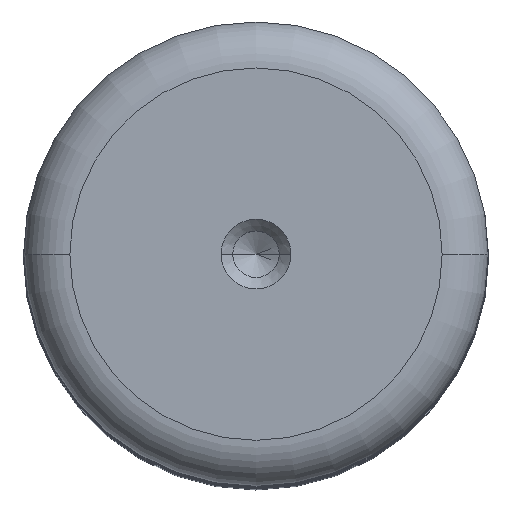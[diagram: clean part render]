
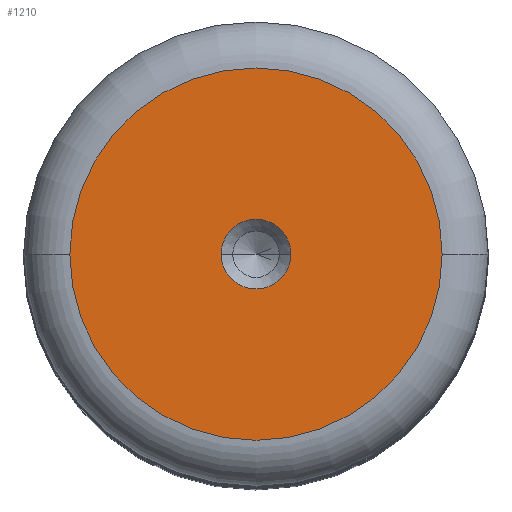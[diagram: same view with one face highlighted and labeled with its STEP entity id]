
A CAD part, top view. The second image highlights one B-rep face of the part: STEP entity #1210.
In plain terms, the highlighted planar face has unit normal (0, 0, 1).
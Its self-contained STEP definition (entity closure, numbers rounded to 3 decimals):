
#35 = ORIENTED_EDGE ( 'NONE', *, *, #1110, .F. ) ;
#76 = VERTEX_POINT ( 'NONE', #1218 ) ;
#233 = CARTESIAN_POINT ( 'NONE',  ( 0., 0., 80. ) ) ;
#263 = CARTESIAN_POINT ( 'NONE',  ( -8.013, 0., 80. ) ) ;
#264 = DIRECTION ( 'NONE',  ( 0., 0., 1. ) ) ;
#274 = DIRECTION ( 'NONE',  ( 0., 0., 1. ) ) ;
#285 = CARTESIAN_POINT ( 'NONE',  ( 0., 0., 80. ) ) ;
#303 = CARTESIAN_POINT ( 'NONE',  ( 0., 0., 80. ) ) ;
#418 = DIRECTION ( 'NONE',  ( 1., 0., 0. ) ) ;
#434 = ORIENTED_EDGE ( 'NONE', *, *, #1999, .T. ) ;
#476 = DIRECTION ( 'NONE',  ( 0., 0., 1. ) ) ;
#486 = FACE_OUTER_BOUND ( 'NONE', #1409, .T. ) ;
#496 = DIRECTION ( 'NONE',  ( 1., 0., 0. ) ) ;
#501 = VERTEX_POINT ( 'NONE', #1808 ) ;
#615 = VERTEX_POINT ( 'NONE', #263 ) ;
#653 = AXIS2_PLACEMENT_3D ( 'NONE', #303, #1603, #496 ) ;
#665 = ORIENTED_EDGE ( 'NONE', *, *, #2382, .F. ) ;
#669 = AXIS2_PLACEMENT_3D ( 'NONE', #1384, #274, #1571 ) ;
#749 = AXIS2_PLACEMENT_3D ( 'NONE', #1370, #264, #1558 ) ;
#831 = PLANE ( 'NONE',  #1230 ) ;
#886 = CIRCLE ( 'NONE', #669, 8.013 ) ;
#910 = FACE_BOUND ( 'NONE', #1904, .T. ) ;
#956 = EDGE_CURVE ( 'NONE', #1415, #615, #886, .T. ) ;
#1110 = EDGE_CURVE ( 'NONE', #76, #501, #1586, .T. ) ;
#1210 = ADVANCED_FACE ( 'NONE', ( #910, #486 ), #831, .T. ) ;
#1218 = CARTESIAN_POINT ( 'NONE',  ( 1.5, 0., 80. ) ) ;
#1230 = AXIS2_PLACEMENT_3D ( 'NONE', #285, #476, #1773 ) ;
#1370 = CARTESIAN_POINT ( 'NONE',  ( 0., 0., 80. ) ) ;
#1384 = CARTESIAN_POINT ( 'NONE',  ( 0., 0., 80. ) ) ;
#1409 = EDGE_LOOP ( 'NONE', ( #2208, #434 ) ) ;
#1415 = VERTEX_POINT ( 'NONE', #2225 ) ;
#1529 = DIRECTION ( 'NONE',  ( 0., 0., 1. ) ) ;
#1558 = DIRECTION ( 'NONE',  ( 1., 0., 0. ) ) ;
#1571 = DIRECTION ( 'NONE',  ( 1., 0., 0. ) ) ;
#1586 = CIRCLE ( 'NONE', #2030, 1.5 ) ;
#1603 = DIRECTION ( 'NONE',  ( 0., 0., 1. ) ) ;
#1773 = DIRECTION ( 'NONE',  ( 1., 0., 0. ) ) ;
#1808 = CARTESIAN_POINT ( 'NONE',  ( -1.5, 0., 80. ) ) ;
#1904 = EDGE_LOOP ( 'NONE', ( #35, #665 ) ) ;
#1999 = EDGE_CURVE ( 'NONE', #615, #1415, #2122, .T. ) ;
#2030 = AXIS2_PLACEMENT_3D ( 'NONE', #233, #1529, #418 ) ;
#2122 = CIRCLE ( 'NONE', #653, 8.013 ) ;
#2208 = ORIENTED_EDGE ( 'NONE', *, *, #956, .T. ) ;
#2225 = CARTESIAN_POINT ( 'NONE',  ( 8.013, 0., 80. ) ) ;
#2234 = CIRCLE ( 'NONE', #749, 1.5 ) ;
#2382 = EDGE_CURVE ( 'NONE', #501, #76, #2234, .T. ) ;
